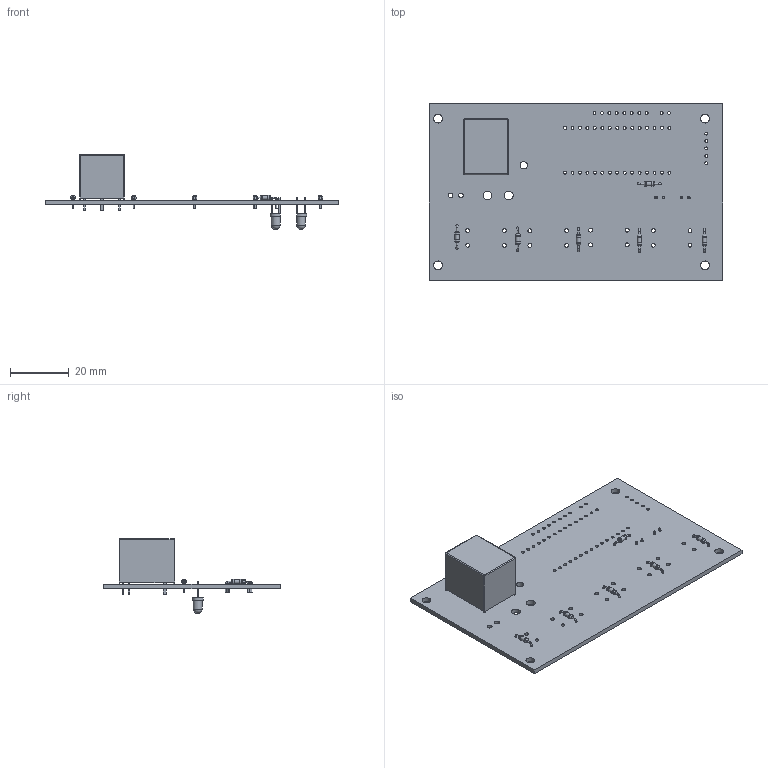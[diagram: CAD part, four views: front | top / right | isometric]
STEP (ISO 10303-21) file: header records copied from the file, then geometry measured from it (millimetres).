
FILE_DESCRIPTION(('KiCad electronic assembly'),'2;1');
FILE_NAME('Timer V4.step','2023-08-26T11:36:42',('Pcbnew'),('Kicad'), 'Open CASCADE STEP processor 7.7','KiCad to STEP converter','Unknown' );
FILE_SCHEMA(('AUTOMOTIVE_DESIGN { 1 0 10303 214 1 1 1 1 }'));
Length unit declared in the file: millimetre
Products named in the file (8): Timer V4 1; R_Axial_DIN0204_L3.6mm_D1.6mm_P7.62mm_Horizontal; SOLID; Relay_SPDT_Finder_36.11; LED_D3.0mm; Timer V4 PCB
Assembly tree (13 placements, depth 3):
  Timer V4 1
    R_Axial_DIN0204_L3.6mm_D1.6mm_P7.62mm_Horizontal  x6
      SOLID
    Relay_SPDT_Finder_36.11
      SOLID
    LED_D3.0mm  x2
      SOLID
    Timer V4 PCB
Bounding box: 100 x 60 x 25.52 mm (x, y, z)
Volume: 13906.4 mm3; surface area: 14853.1 mm2
Topology: 10 solids, 10 shells, 306 faces, 697 edges, 438 vertices
Faces by surface type: cylinder 165, plane 111, torus 24, sphere 6
Full cylindrical faces by diameter (mm): 0.5 x24, 0.7 x12, 0.9 x4, 1 x45, 1.3 x21, 1.44 x6, 1.6 x14, 2.5 x1, 3 x8
Entity records: 15656 total; most frequent: CARTESIAN_POINT 4394, DIRECTION 2008, LINE 1074, VECTOR 1074, ORIENTED_EDGE 1044, PCURVE 1044, DEFINITIONAL_REPRESENTATION 1044, EDGE_CURVE 522
